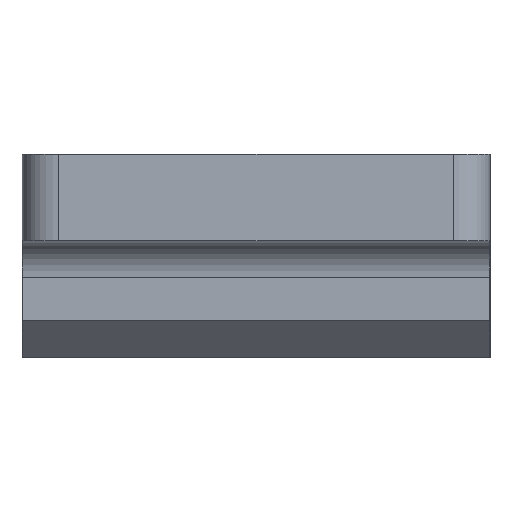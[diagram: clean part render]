
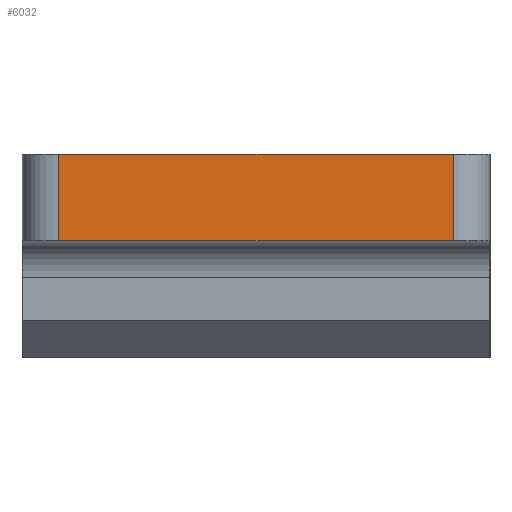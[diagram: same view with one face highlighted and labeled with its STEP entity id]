
A CAD part, left-side view. The second image highlights one B-rep face of the part: STEP entity #6032.
In plain terms, the highlighted planar face has unit normal (-1, 0, 0).
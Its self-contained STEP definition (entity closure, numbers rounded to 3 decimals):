
#839 = PLANE('',#840);
#840 = AXIS2_PLACEMENT_3D('',#841,#842,#843);
#841 = CARTESIAN_POINT('',(-51.5,-19.,5.));
#842 = DIRECTION('',(0.,0.,1.));
#843 = DIRECTION('',(1.,0.,0.));
#867 = CYLINDRICAL_SURFACE('',#868,3.);
#868 = AXIS2_PLACEMENT_3D('',#869,#870,#871);
#869 = CARTESIAN_POINT('',(-48.5,16.,5.));
#870 = DIRECTION('',(0.,0.,1.));
#871 = DIRECTION('',(0.,1.,0.));
#895 = PLANE('',#896);
#896 = AXIS2_PLACEMENT_3D('',#897,#898,#899);
#897 = CARTESIAN_POINT('',(-51.5,-19.,12.));
#898 = DIRECTION('',(0.,0.,1.));
#899 = DIRECTION('',(1.,0.,0.));
#2287 = VERTEX_POINT('',#2288);
#2288 = CARTESIAN_POINT('',(-51.5,16.,12.));
#2310 = EDGE_CURVE('',#2311,#2287,#2313,.T.);
#2311 = VERTEX_POINT('',#2312);
#2312 = CARTESIAN_POINT('',(-51.5,-16.,12.));
#2313 = SURFACE_CURVE('',#2314,(#2318,#2325),.PCURVE_S1.);
#2314 = LINE('',#2315,#2316);
#2315 = CARTESIAN_POINT('',(-51.5,-19.,12.));
#2316 = VECTOR('',#2317,1.);
#2317 = DIRECTION('',(0.,1.,0.));
#2318 = PCURVE('',#895,#2319);
#2319 = DEFINITIONAL_REPRESENTATION('',(#2320),#2324);
#2320 = LINE('',#2321,#2322);
#2321 = CARTESIAN_POINT('',(0.,0.));
#2322 = VECTOR('',#2323,1.);
#2323 = DIRECTION('',(0.,1.));
#2324 = ( GEOMETRIC_REPRESENTATION_CONTEXT(2) 
PARAMETRIC_REPRESENTATION_CONTEXT() REPRESENTATION_CONTEXT('2D SPACE',''
  ) );
#2325 = PCURVE('',#2326,#2331);
#2326 = PLANE('',#2327);
#2327 = AXIS2_PLACEMENT_3D('',#2328,#2329,#2330);
#2328 = CARTESIAN_POINT('',(-51.5,-19.,5.));
#2329 = DIRECTION('',(1.,0.,0.));
#2330 = DIRECTION('',(0.,0.,1.));
#2331 = DEFINITIONAL_REPRESENTATION('',(#2332),#2336);
#2332 = LINE('',#2333,#2334);
#2333 = CARTESIAN_POINT('',(7.,0.));
#2334 = VECTOR('',#2335,1.);
#2335 = DIRECTION('',(0.,-1.));
#2336 = ( GEOMETRIC_REPRESENTATION_CONTEXT(2) 
PARAMETRIC_REPRESENTATION_CONTEXT() REPRESENTATION_CONTEXT('2D SPACE',''
  ) );
#2357 = CYLINDRICAL_SURFACE('',#2358,3.);
#2358 = AXIS2_PLACEMENT_3D('',#2359,#2360,#2361);
#2359 = CARTESIAN_POINT('',(-48.5,-16.,5.));
#2360 = DIRECTION('',(0.,0.,1.));
#2361 = DIRECTION('',(0.,-1.,0.));
#2878 = VERTEX_POINT('',#2879);
#2879 = CARTESIAN_POINT('',(-51.5,16.,5.));
#2901 = EDGE_CURVE('',#2878,#2287,#2902,.T.);
#2902 = SURFACE_CURVE('',#2903,(#2907,#2914),.PCURVE_S1.);
#2903 = LINE('',#2904,#2905);
#2904 = CARTESIAN_POINT('',(-51.5,16.,5.));
#2905 = VECTOR('',#2906,1.);
#2906 = DIRECTION('',(0.,0.,1.));
#2907 = PCURVE('',#867,#2908);
#2908 = DEFINITIONAL_REPRESENTATION('',(#2909),#2913);
#2909 = LINE('',#2910,#2911);
#2910 = CARTESIAN_POINT('',(1.571,0.));
#2911 = VECTOR('',#2912,1.);
#2912 = DIRECTION('',(0.,1.));
#2913 = ( GEOMETRIC_REPRESENTATION_CONTEXT(2) 
PARAMETRIC_REPRESENTATION_CONTEXT() REPRESENTATION_CONTEXT('2D SPACE',''
  ) );
#2914 = PCURVE('',#2326,#2915);
#2915 = DEFINITIONAL_REPRESENTATION('',(#2916),#2920);
#2916 = LINE('',#2917,#2918);
#2917 = CARTESIAN_POINT('',(0.,-35.));
#2918 = VECTOR('',#2919,1.);
#2919 = DIRECTION('',(1.,0.));
#2920 = ( GEOMETRIC_REPRESENTATION_CONTEXT(2) 
PARAMETRIC_REPRESENTATION_CONTEXT() REPRESENTATION_CONTEXT('2D SPACE',''
  ) );
#2978 = EDGE_CURVE('',#2979,#2878,#2981,.T.);
#2979 = VERTEX_POINT('',#2980);
#2980 = CARTESIAN_POINT('',(-51.5,-16.,5.));
#2981 = SURFACE_CURVE('',#2982,(#2986,#2993),.PCURVE_S1.);
#2982 = LINE('',#2983,#2984);
#2983 = CARTESIAN_POINT('',(-51.5,-19.,5.));
#2984 = VECTOR('',#2985,1.);
#2985 = DIRECTION('',(0.,1.,0.));
#2986 = PCURVE('',#839,#2987);
#2987 = DEFINITIONAL_REPRESENTATION('',(#2988),#2992);
#2988 = LINE('',#2989,#2990);
#2989 = CARTESIAN_POINT('',(0.,0.));
#2990 = VECTOR('',#2991,1.);
#2991 = DIRECTION('',(0.,1.));
#2992 = ( GEOMETRIC_REPRESENTATION_CONTEXT(2) 
PARAMETRIC_REPRESENTATION_CONTEXT() REPRESENTATION_CONTEXT('2D SPACE',''
  ) );
#2993 = PCURVE('',#2326,#2994);
#2994 = DEFINITIONAL_REPRESENTATION('',(#2995),#2999);
#2995 = LINE('',#2996,#2997);
#2996 = CARTESIAN_POINT('',(0.,0.));
#2997 = VECTOR('',#2998,1.);
#2998 = DIRECTION('',(0.,-1.));
#2999 = ( GEOMETRIC_REPRESENTATION_CONTEXT(2) 
PARAMETRIC_REPRESENTATION_CONTEXT() REPRESENTATION_CONTEXT('2D SPACE',''
  ) );
#6010 = EDGE_CURVE('',#2979,#2311,#6011,.T.);
#6011 = SURFACE_CURVE('',#6012,(#6016,#6023),.PCURVE_S1.);
#6012 = LINE('',#6013,#6014);
#6013 = CARTESIAN_POINT('',(-51.5,-16.,5.));
#6014 = VECTOR('',#6015,1.);
#6015 = DIRECTION('',(0.,0.,1.));
#6016 = PCURVE('',#2357,#6017);
#6017 = DEFINITIONAL_REPRESENTATION('',(#6018),#6022);
#6018 = LINE('',#6019,#6020);
#6019 = CARTESIAN_POINT('',(-1.571,0.));
#6020 = VECTOR('',#6021,1.);
#6021 = DIRECTION('',(-0.,1.));
#6022 = ( GEOMETRIC_REPRESENTATION_CONTEXT(2) 
PARAMETRIC_REPRESENTATION_CONTEXT() REPRESENTATION_CONTEXT('2D SPACE',''
  ) );
#6023 = PCURVE('',#2326,#6024);
#6024 = DEFINITIONAL_REPRESENTATION('',(#6025),#6029);
#6025 = LINE('',#6026,#6027);
#6026 = CARTESIAN_POINT('',(0.,-3.));
#6027 = VECTOR('',#6028,1.);
#6028 = DIRECTION('',(1.,0.));
#6029 = ( GEOMETRIC_REPRESENTATION_CONTEXT(2) 
PARAMETRIC_REPRESENTATION_CONTEXT() REPRESENTATION_CONTEXT('2D SPACE',''
  ) );
#6032 = ADVANCED_FACE('',(#6033),#2326,.F.);
#6033 = FACE_BOUND('',#6034,.F.);
#6034 = EDGE_LOOP('',(#6035,#6036,#6037,#6038));
#6035 = ORIENTED_EDGE('',*,*,#2310,.F.);
#6036 = ORIENTED_EDGE('',*,*,#6010,.F.);
#6037 = ORIENTED_EDGE('',*,*,#2978,.T.);
#6038 = ORIENTED_EDGE('',*,*,#2901,.T.);
